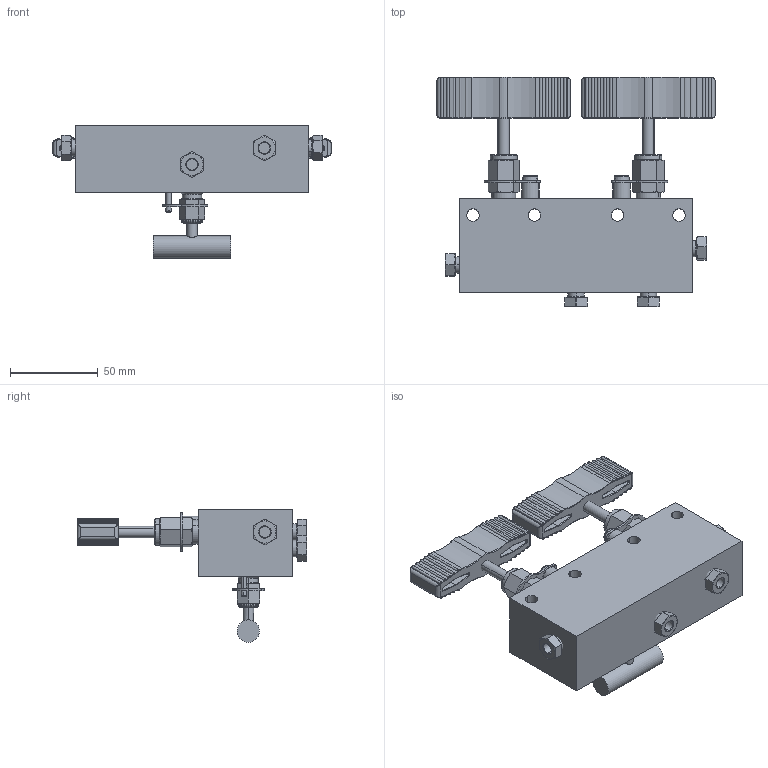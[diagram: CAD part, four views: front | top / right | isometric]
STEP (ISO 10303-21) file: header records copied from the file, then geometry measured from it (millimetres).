
FILE_DESCRIPTION(('FreeCAD Model'),'2;1');
FILE_NAME('Open CASCADE Shape Model','2025-11-13T16:16:04',('Author'),( ''),'Open CASCADE STEP processor 7.8','FreeCAD','Unknown');
FILE_SCHEMA(('AUTOMOTIVE_DESIGN { 1 0 10303 214 1 1 1 1 }'));
Length unit declared in the file: millimetre
Products named in the file (11): HVN20DB-2-F4MP-VF4MP-S; -; -001; -002; -003; -004; -009; -010; -011; -012; -013
Assembly tree (14 placements, depth 2):
  HVN20DB-2-F4MP-VF4MP-S
    -  x2
    -001  x2
    -002  x2
    -003  x2
    -004
    -009
    -010
    -011
    -012
    -013
Bounding box: 158.8 x 131.14 x 75.61 mm (x, y, z)
Volume: 336766.1 mm3; surface area: 64851.3 mm2
Topology: 18 solids, 20 shells, 1172 faces, 3860 edges, 5639 vertices
Faces by surface type: cylinder 387, plane 290, torus 287, cone 168, bspline 40
Entity records: 36947 total; most frequent: CARTESIAN_POINT 10941, DIRECTION 5214, ORIENTED_EDGE 3712, AXIS2_PLACEMENT_3D 2055, EDGE_CURVE 1856, CIRCLE 1310, VERTEX_POINT 1145, LINE 1104
